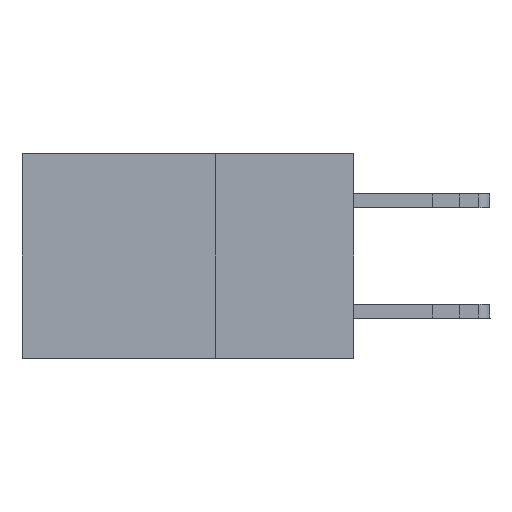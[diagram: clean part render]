
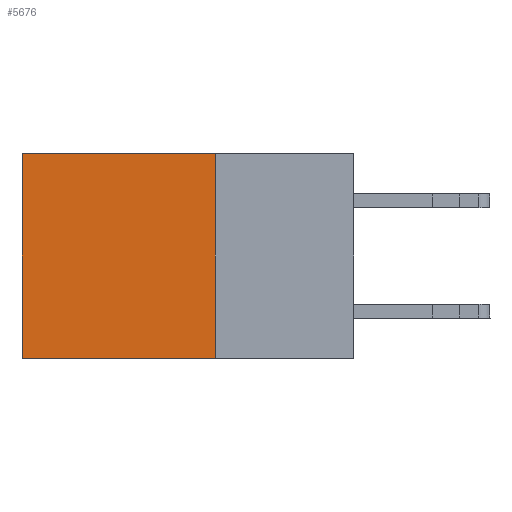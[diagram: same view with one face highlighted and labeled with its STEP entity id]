
A CAD part, left-side view. The second image highlights one B-rep face of the part: STEP entity #5676.
In plain terms, the highlighted planar face has unit normal (-1, 0, 0).
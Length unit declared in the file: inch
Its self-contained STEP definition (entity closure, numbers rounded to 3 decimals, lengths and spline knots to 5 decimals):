
#463 = CARTESIAN_POINT ( 'NONE',  ( 0.2875, 0.25, 0. ) ) ;
#2085 = CARTESIAN_POINT ( 'NONE',  ( 0.2875, 0.25, -0.37 ) ) ;
#2572 = VECTOR ( 'NONE', #33114, 39.37008 ) ;
#3066 = EDGE_CURVE ( 'NONE', #5168, #15725, #13853, .T. ) ;
#3746 = ORIENTED_EDGE ( 'NONE', *, *, #30253, .F. ) ;
#5168 = VERTEX_POINT ( 'NONE', #18909 ) ;
#5198 = VECTOR ( 'NONE', #23144, 39.37008 ) ;
#5544 = DIRECTION ( 'NONE',  ( 0., 1., 0. ) ) ;
#5676 = ADVANCED_FACE ( 'NONE', ( #6219 ), #5972, .F. ) ;
#5972 = PLANE ( 'NONE',  #15710 ) ;
#6219 = FACE_OUTER_BOUND ( 'NONE', #16020, .T. ) ;
#8615 = DIRECTION ( 'NONE',  ( 0., 0., -1. ) ) ;
#9601 = LINE ( 'NONE', #22904, #2572 ) ;
#13853 = LINE ( 'NONE', #2085, #5198 ) ;
#15426 = LINE ( 'NONE', #21469, #21561 ) ;
#15710 = AXIS2_PLACEMENT_3D ( 'NONE', #16552, #24151, #8615 ) ;
#15725 = VERTEX_POINT ( 'NONE', #27678 ) ;
#16020 = EDGE_LOOP ( 'NONE', ( #26671, #21895, #3746, #25602 ) ) ;
#16552 = CARTESIAN_POINT ( 'NONE',  ( 0.2875, 0.25, 0. ) ) ;
#16910 = EDGE_CURVE ( 'NONE', #33203, #27918, #25965, .T. ) ;
#17794 = CARTESIAN_POINT ( 'NONE',  ( 0.2875, 0.6, 0. ) ) ;
#18909 = CARTESIAN_POINT ( 'NONE',  ( 0.2875, 0.25, -0.37 ) ) ;
#21469 = CARTESIAN_POINT ( 'NONE',  ( 0.2875, 0.6, 0. ) ) ;
#21561 = VECTOR ( 'NONE', #24203, 39.37008 ) ;
#21895 = ORIENTED_EDGE ( 'NONE', *, *, #3066, .F. ) ;
#22904 = CARTESIAN_POINT ( 'NONE',  ( 0.2875, 0.25, 0. ) ) ;
#23144 = DIRECTION ( 'NONE',  ( 0., 1., 0. ) ) ;
#24151 = DIRECTION ( 'NONE',  ( 1., 0., 0. ) ) ;
#24203 = DIRECTION ( 'NONE',  ( 0., 0., -1. ) ) ;
#25602 = ORIENTED_EDGE ( 'NONE', *, *, #16910, .T. ) ;
#25965 = LINE ( 'NONE', #31993, #32102 ) ;
#26671 = ORIENTED_EDGE ( 'NONE', *, *, #31178, .T. ) ;
#27678 = CARTESIAN_POINT ( 'NONE',  ( 0.2875, 0.6, -0.37 ) ) ;
#27918 = VERTEX_POINT ( 'NONE', #17794 ) ;
#30253 = EDGE_CURVE ( 'NONE', #33203, #5168, #9601, .T. ) ;
#31178 = EDGE_CURVE ( 'NONE', #27918, #15725, #15426, .T. ) ;
#31993 = CARTESIAN_POINT ( 'NONE',  ( 0.2875, 0.25, 0. ) ) ;
#32102 = VECTOR ( 'NONE', #5544, 39.37008 ) ;
#33114 = DIRECTION ( 'NONE',  ( 0., 0., -1. ) ) ;
#33203 = VERTEX_POINT ( 'NONE', #463 ) ;
